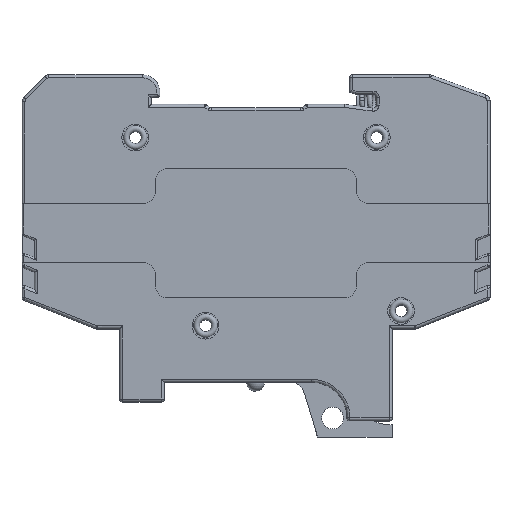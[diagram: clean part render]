
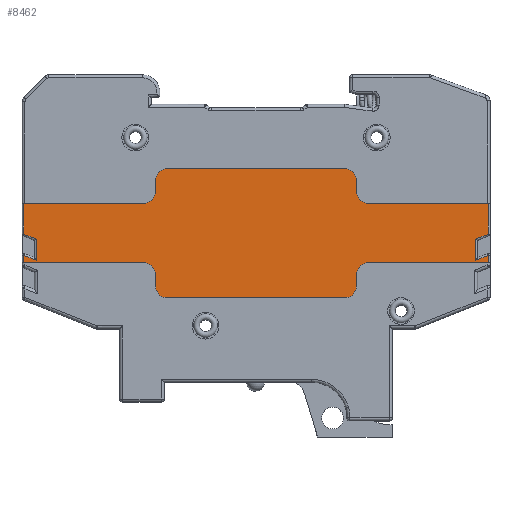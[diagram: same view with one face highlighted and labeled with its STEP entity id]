
A CAD part, top view. The second image highlights one B-rep face of the part: STEP entity #8462.
In plain terms, the highlighted planar face has unit normal (0, 0, 1).
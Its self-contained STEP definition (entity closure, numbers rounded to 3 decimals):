
#926=FACE_OUTER_BOUND('',#10922,.T.);
#2693=LINE('',#48698,#5216);
#3135=LINE('',#50107,#5659);
#3136=LINE('',#50110,#5660);
#3137=LINE('',#50112,#5661);
#3138=LINE('',#50116,#5662);
#3139=LINE('',#50120,#5663);
#3140=LINE('',#50124,#5664);
#3141=LINE('',#50128,#5665);
#3142=LINE('',#50130,#5666);
#3143=LINE('',#50132,#5667);
#3144=LINE('',#50134,#5668);
#3145=LINE('',#50136,#5669);
#3146=LINE('',#50138,#5670);
#3147=LINE('',#50141,#5671);
#3148=LINE('',#50145,#5672);
#3149=LINE('',#50149,#5673);
#3150=LINE('',#50153,#5674);
#3151=LINE('',#50155,#5675);
#3152=LINE('',#50157,#5676);
#3153=LINE('',#50159,#5677);
#5216=VECTOR('',#32798,1.);
#5659=VECTOR('',#33993,1.);
#5660=VECTOR('',#33994,1.);
#5661=VECTOR('',#33995,1.);
#5662=VECTOR('',#33998,1.);
#5663=VECTOR('',#34001,1.);
#5664=VECTOR('',#34004,1.);
#5665=VECTOR('',#34007,1.);
#5666=VECTOR('',#34008,1.);
#5667=VECTOR('',#34009,1.);
#5668=VECTOR('',#34010,1.);
#5669=VECTOR('',#34011,1.);
#5670=VECTOR('',#34012,1.);
#5671=VECTOR('',#34015,1.);
#5672=VECTOR('',#34018,1.);
#5673=VECTOR('',#34021,1.);
#5674=VECTOR('',#34024,1.);
#5675=VECTOR('',#34025,1.);
#5676=VECTOR('',#34026,1.);
#5677=VECTOR('',#34027,1.);
#7419=PLANE('',#28721);
#8462=ADVANCED_FACE('',(#926),#7419,.F.);
#10922=EDGE_LOOP('',(#15471,#15472,#15473,#15474,#15475,#15476,#15477,#15478,
#15479,#15480,#15481,#15482,#15483,#15484,#15485,#15486,#15487,#15488,#15489,
#15490,#15491,#15492,#15493,#15494,#15495,#15496,#15497,#15498));
#15471=ORIENTED_EDGE('',*,*,#24316,.T.);
#15472=ORIENTED_EDGE('',*,*,#24317,.T.);
#15473=ORIENTED_EDGE('',*,*,#24318,.T.);
#15474=ORIENTED_EDGE('',*,*,#24319,.T.);
#15475=ORIENTED_EDGE('',*,*,#24320,.T.);
#15476=ORIENTED_EDGE('',*,*,#24321,.T.);
#15477=ORIENTED_EDGE('',*,*,#24322,.T.);
#15478=ORIENTED_EDGE('',*,*,#24323,.T.);
#15479=ORIENTED_EDGE('',*,*,#24324,.T.);
#15480=ORIENTED_EDGE('',*,*,#24325,.T.);
#15481=ORIENTED_EDGE('',*,*,#24326,.T.);
#15482=ORIENTED_EDGE('',*,*,#24327,.T.);
#15483=ORIENTED_EDGE('',*,*,#24328,.T.);
#15484=ORIENTED_EDGE('',*,*,#24329,.T.);
#15485=ORIENTED_EDGE('',*,*,#24330,.T.);
#15486=ORIENTED_EDGE('',*,*,#24331,.T.);
#15487=ORIENTED_EDGE('',*,*,#23685,.T.);
#15488=ORIENTED_EDGE('',*,*,#24332,.T.);
#15489=ORIENTED_EDGE('',*,*,#24333,.T.);
#15490=ORIENTED_EDGE('',*,*,#24334,.T.);
#15491=ORIENTED_EDGE('',*,*,#24335,.T.);
#15492=ORIENTED_EDGE('',*,*,#24336,.T.);
#15493=ORIENTED_EDGE('',*,*,#24337,.T.);
#15494=ORIENTED_EDGE('',*,*,#24338,.T.);
#15495=ORIENTED_EDGE('',*,*,#24339,.T.);
#15496=ORIENTED_EDGE('',*,*,#24340,.T.);
#15497=ORIENTED_EDGE('',*,*,#24341,.T.);
#15498=ORIENTED_EDGE('',*,*,#24342,.T.);
#20733=VERTEX_POINT('',#48690);
#20737=VERTEX_POINT('',#48697);
#21157=VERTEX_POINT('',#50108);
#21158=VERTEX_POINT('',#50109);
#21159=VERTEX_POINT('',#50111);
#21160=VERTEX_POINT('',#50113);
#21161=VERTEX_POINT('',#50115);
#21162=VERTEX_POINT('',#50117);
#21163=VERTEX_POINT('',#50119);
#21164=VERTEX_POINT('',#50121);
#21165=VERTEX_POINT('',#50123);
#21166=VERTEX_POINT('',#50125);
#21167=VERTEX_POINT('',#50127);
#21168=VERTEX_POINT('',#50129);
#21169=VERTEX_POINT('',#50131);
#21170=VERTEX_POINT('',#50133);
#21171=VERTEX_POINT('',#50135);
#21172=VERTEX_POINT('',#50137);
#21173=VERTEX_POINT('',#50140);
#21174=VERTEX_POINT('',#50142);
#21175=VERTEX_POINT('',#50144);
#21176=VERTEX_POINT('',#50146);
#21177=VERTEX_POINT('',#50148);
#21178=VERTEX_POINT('',#50150);
#21179=VERTEX_POINT('',#50152);
#21180=VERTEX_POINT('',#50154);
#21181=VERTEX_POINT('',#50156);
#21182=VERTEX_POINT('',#50158);
#23685=EDGE_CURVE('',#20733,#20737,#2693,.T.);
#24316=EDGE_CURVE('',#21157,#21158,#3135,.T.);
#24317=EDGE_CURVE('',#21158,#21159,#3136,.T.);
#24318=EDGE_CURVE('',#21159,#21160,#3137,.T.);
#24319=EDGE_CURVE('',#21160,#21161,#26863,.T.);
#24320=EDGE_CURVE('',#21161,#21162,#3138,.T.);
#24321=EDGE_CURVE('',#21162,#21163,#26864,.T.);
#24322=EDGE_CURVE('',#21163,#21164,#3139,.T.);
#24323=EDGE_CURVE('',#21164,#21165,#26865,.T.);
#24324=EDGE_CURVE('',#21165,#21166,#3140,.T.);
#24325=EDGE_CURVE('',#21166,#21167,#26866,.T.);
#24326=EDGE_CURVE('',#21167,#21168,#3141,.T.);
#24327=EDGE_CURVE('',#21168,#21169,#3142,.T.);
#24328=EDGE_CURVE('',#21169,#21170,#3143,.T.);
#24329=EDGE_CURVE('',#21170,#21171,#3144,.T.);
#24330=EDGE_CURVE('',#21171,#21172,#3145,.T.);
#24331=EDGE_CURVE('',#21172,#20733,#3146,.T.);
#24332=EDGE_CURVE('',#20737,#21173,#26867,.T.);
#24333=EDGE_CURVE('',#21173,#21174,#3147,.T.);
#24334=EDGE_CURVE('',#21174,#21175,#26868,.T.);
#24335=EDGE_CURVE('',#21175,#21176,#3148,.T.);
#24336=EDGE_CURVE('',#21176,#21177,#26869,.T.);
#24337=EDGE_CURVE('',#21177,#21178,#3149,.T.);
#24338=EDGE_CURVE('',#21178,#21179,#26870,.T.);
#24339=EDGE_CURVE('',#21179,#21180,#3150,.T.);
#24340=EDGE_CURVE('',#21180,#21181,#3151,.T.);
#24341=EDGE_CURVE('',#21181,#21182,#3152,.T.);
#24342=EDGE_CURVE('',#21182,#21157,#3153,.T.);
#26863=CIRCLE('',#28713,2.);
#26864=CIRCLE('',#28714,2.);
#26865=CIRCLE('',#28715,2.);
#26866=CIRCLE('',#28716,2.);
#26867=CIRCLE('',#28717,2.);
#26868=CIRCLE('',#28718,2.);
#26869=CIRCLE('',#28719,2.);
#26870=CIRCLE('',#28720,2.);
#28713=AXIS2_PLACEMENT_3D('',#50114,#33996,#33997);
#28714=AXIS2_PLACEMENT_3D('',#50118,#33999,#34000);
#28715=AXIS2_PLACEMENT_3D('',#50122,#34002,#34003);
#28716=AXIS2_PLACEMENT_3D('',#50126,#34005,#34006);
#28717=AXIS2_PLACEMENT_3D('',#50139,#34013,#34014);
#28718=AXIS2_PLACEMENT_3D('',#50143,#34016,#34017);
#28719=AXIS2_PLACEMENT_3D('',#50147,#34019,#34020);
#28720=AXIS2_PLACEMENT_3D('',#50151,#34022,#34023);
#28721=AXIS2_PLACEMENT_3D('',#50160,#34028,#34029);
#32798=DIRECTION('',(-1.,0.,0.));
#33993=DIRECTION('',(-0.929,0.37,0.));
#33994=DIRECTION('',(0.,-1.,0.));
#33995=DIRECTION('',(1.,0.,0.));
#33996=DIRECTION('',(0.,0.,-1.));
#33997=DIRECTION('',(1.,0.,0.));
#33998=DIRECTION('',(0.,-1.,0.));
#33999=DIRECTION('',(0.,0.,1.));
#34000=DIRECTION('',(1.,0.,0.));
#34001=DIRECTION('',(1.,0.,0.));
#34002=DIRECTION('',(0.,0.,1.));
#34003=DIRECTION('',(1.,0.,0.));
#34004=DIRECTION('',(0.,1.,0.));
#34005=DIRECTION('',(0.,0.,-1.));
#34006=DIRECTION('',(1.,0.,0.));
#34007=DIRECTION('',(1.,0.,0.));
#34008=DIRECTION('',(0.,1.,0.));
#34009=DIRECTION('',(-0.929,-0.37,0.));
#34010=DIRECTION('',(0.,1.,0.));
#34011=DIRECTION('',(0.929,0.37,0.));
#34012=DIRECTION('',(0.,1.,0.));
#34013=DIRECTION('',(0.,0.,-1.));
#34014=DIRECTION('',(1.,0.,0.));
#34015=DIRECTION('',(0.,1.,0.));
#34016=DIRECTION('',(0.,0.,1.));
#34017=DIRECTION('',(1.,0.,0.));
#34018=DIRECTION('',(-1.,0.,0.));
#34019=DIRECTION('',(0.,0.,1.));
#34020=DIRECTION('',(1.,0.,0.));
#34021=DIRECTION('',(0.,-1.,0.));
#34022=DIRECTION('',(0.,0.,-1.));
#34023=DIRECTION('',(1.,0.,0.));
#34024=DIRECTION('',(-1.,0.,0.));
#34025=DIRECTION('',(0.,-1.,0.));
#34026=DIRECTION('',(0.929,-0.37,0.));
#34027=DIRECTION('',(0.,-1.,0.));
#34028=DIRECTION('',(0.,0.,-1.));
#34029=DIRECTION('',(-1.,0.,0.));
#48690=CARTESIAN_POINT('',(1091.404,-864.162,520.981));
#48697=CARTESIAN_POINT('',(1071.204,-864.162,520.981));
#48698=CARTESIAN_POINT('',(1064.779,-864.162,520.981));
#50107=CARTESIAN_POINT('',(1012.743,-872.73,520.981));
#50108=CARTESIAN_POINT('',(1015.254,-873.73,520.981));
#50109=CARTESIAN_POINT('',(1013.154,-872.894,520.981));
#50110=CARTESIAN_POINT('',(1013.154,-869.162,520.981));
#50111=CARTESIAN_POINT('',(1013.154,-874.162,520.981));
#50112=CARTESIAN_POINT('',(1052.279,-874.162,520.981));
#50113=CARTESIAN_POINT('',(1033.354,-874.162,520.981));
#50114=CARTESIAN_POINT('',(1033.354,-876.162,520.981));
#50115=CARTESIAN_POINT('',(1035.354,-876.162,520.981));
#50116=CARTESIAN_POINT('',(1035.354,-903.459,520.981));
#50117=CARTESIAN_POINT('',(1035.354,-878.062,520.981));
#50118=CARTESIAN_POINT('',(1037.354,-878.062,520.981));
#50119=CARTESIAN_POINT('',(1037.354,-880.062,520.981));
#50120=CARTESIAN_POINT('',(1052.279,-880.062,520.981));
#50121=CARTESIAN_POINT('',(1067.204,-880.062,520.981));
#50122=CARTESIAN_POINT('',(1067.204,-878.062,520.981));
#50123=CARTESIAN_POINT('',(1069.204,-878.062,520.981));
#50124=CARTESIAN_POINT('',(1069.204,-903.459,520.981));
#50125=CARTESIAN_POINT('',(1069.204,-876.162,520.981));
#50126=CARTESIAN_POINT('',(1071.204,-876.162,520.981));
#50127=CARTESIAN_POINT('',(1071.204,-874.162,520.981));
#50128=CARTESIAN_POINT('',(1052.279,-874.162,520.981));
#50129=CARTESIAN_POINT('',(1091.404,-874.162,520.981));
#50130=CARTESIAN_POINT('',(1091.404,-872.451,520.981));
#50131=CARTESIAN_POINT('',(1091.404,-872.894,520.981));
#50132=CARTESIAN_POINT('',(1089.715,-873.567,520.981));
#50133=CARTESIAN_POINT('',(1089.304,-873.73,520.981));
#50134=CARTESIAN_POINT('',(1089.304,-869.162,520.981));
#50135=CARTESIAN_POINT('',(1089.304,-870.178,520.981));
#50136=CARTESIAN_POINT('',(1057.7,-882.769,520.981));
#50137=CARTESIAN_POINT('',(1091.404,-869.341,520.981));
#50138=CARTESIAN_POINT('',(1091.404,-864.162,520.981));
#50139=CARTESIAN_POINT('',(1071.204,-862.162,520.981));
#50140=CARTESIAN_POINT('',(1069.204,-862.162,520.981));
#50141=CARTESIAN_POINT('',(1069.204,-903.459,520.981));
#50142=CARTESIAN_POINT('',(1069.204,-860.262,520.981));
#50143=CARTESIAN_POINT('',(1067.204,-860.262,520.981));
#50144=CARTESIAN_POINT('',(1067.204,-858.262,520.981));
#50145=CARTESIAN_POINT('',(1052.279,-858.262,520.981));
#50146=CARTESIAN_POINT('',(1037.354,-858.262,520.981));
#50147=CARTESIAN_POINT('',(1037.354,-860.262,520.981));
#50148=CARTESIAN_POINT('',(1035.354,-860.262,520.981));
#50149=CARTESIAN_POINT('',(1035.354,-903.459,520.981));
#50150=CARTESIAN_POINT('',(1035.354,-862.162,520.981));
#50151=CARTESIAN_POINT('',(1033.354,-862.162,520.981));
#50152=CARTESIAN_POINT('',(1033.354,-864.162,520.981));
#50153=CARTESIAN_POINT('',(1064.779,-864.162,520.981));
#50154=CARTESIAN_POINT('',(1013.154,-864.162,520.981));
#50155=CARTESIAN_POINT('',(1013.154,-869.162,520.981));
#50156=CARTESIAN_POINT('',(1013.154,-869.341,520.981));
#50157=CARTESIAN_POINT('',(1046.858,-882.769,520.981));
#50158=CARTESIAN_POINT('',(1015.254,-870.178,520.981));
#50159=CARTESIAN_POINT('',(1015.254,-869.162,520.981));
#50160=CARTESIAN_POINT('',(1052.279,-869.162,520.981));
